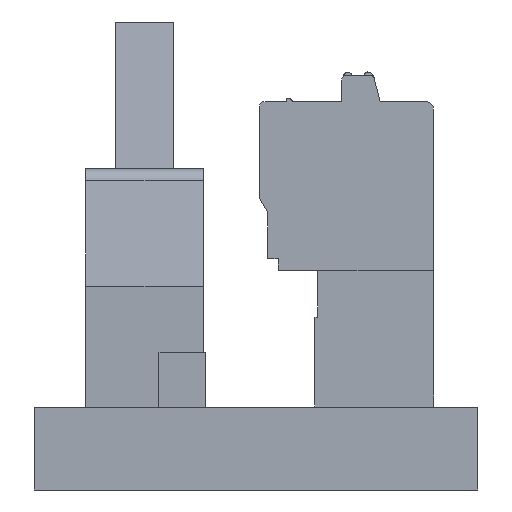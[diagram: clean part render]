
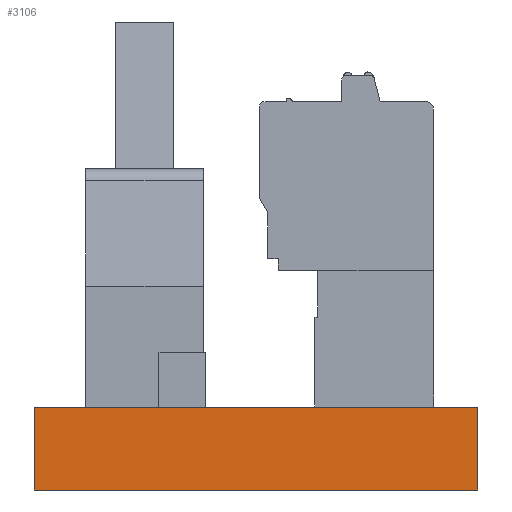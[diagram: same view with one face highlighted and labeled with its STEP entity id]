
A CAD part, left-side view. The second image highlights one B-rep face of the part: STEP entity #3106.
In plain terms, the highlighted planar face has unit normal (-1, 0, 0).
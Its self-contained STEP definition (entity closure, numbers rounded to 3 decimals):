
#1662=FACE_OUTER_BOUND('',#6030,.T.);
#3106=ADVANCED_FACE('',(#1662),#4566,.F.);
#4566=PLANE('',#30271);
#6030=EDGE_LOOP('',(#8280,#8281,#8282,#8283));
#8280=ORIENTED_EDGE('',*,*,#19257,.F.);
#8281=ORIENTED_EDGE('',*,*,#19248,.F.);
#8282=ORIENTED_EDGE('',*,*,#19253,.T.);
#8283=ORIENTED_EDGE('',*,*,#19259,.T.);
#16494=VERTEX_POINT('',#40346);
#16495=VERTEX_POINT('',#40347);
#16499=VERTEX_POINT('',#40356);
#16500=VERTEX_POINT('',#40361);
#19248=EDGE_CURVE('',#16494,#16495,#23306,.T.);
#19253=EDGE_CURVE('',#16494,#16499,#23311,.T.);
#19257=EDGE_CURVE('',#16495,#16500,#23315,.T.);
#19259=EDGE_CURVE('',#16499,#16500,#23317,.T.);
#23306=LINE('',#40345,#26851);
#23311=LINE('',#40357,#26856);
#23315=LINE('',#40364,#26860);
#23317=LINE('',#40368,#26862);
#26851=VECTOR('',#32407,1.);
#26856=VECTOR('',#32414,1.);
#26860=VECTOR('',#32420,1.);
#26862=VECTOR('',#32426,1.);
#30271=AXIS2_PLACEMENT_3D('',#40369,#32427,#32428);
#32407=DIRECTION('',(0.,-1.,0.));
#32414=DIRECTION('',(0.,0.,-1.));
#32420=DIRECTION('',(0.,0.,-1.));
#32426=DIRECTION('',(0.,-1.,0.));
#32427=DIRECTION('',(1.,0.,0.));
#32428=DIRECTION('',(0.,0.,1.));
#40345=CARTESIAN_POINT('',(-9.1,10.,0.7));
#40346=CARTESIAN_POINT('',(-9.1,10.1,0.7));
#40347=CARTESIAN_POINT('',(-9.1,-20.1,0.7));
#40356=CARTESIAN_POINT('',(-9.1,10.1,-4.9));
#40357=CARTESIAN_POINT('',(-9.1,10.1,0.2));
#40361=CARTESIAN_POINT('',(-9.1,-20.1,-4.9));
#40364=CARTESIAN_POINT('',(-9.1,-20.1,0.2));
#40368=CARTESIAN_POINT('',(-9.1,10.,-4.9));
#40369=CARTESIAN_POINT('',(-9.1,10.,0.2));
